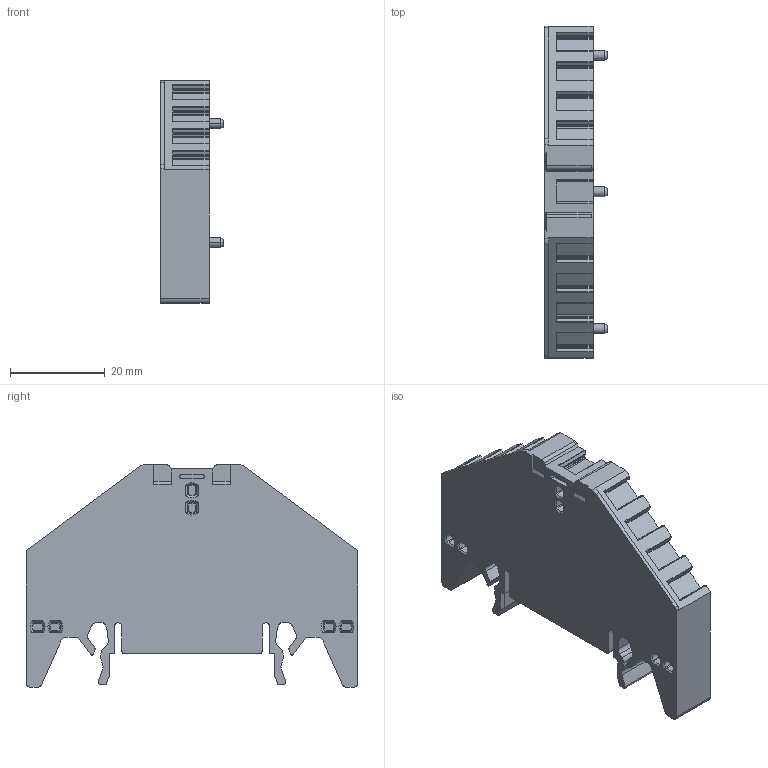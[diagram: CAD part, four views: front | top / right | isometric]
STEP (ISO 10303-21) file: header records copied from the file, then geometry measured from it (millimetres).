
FILE_DESCRIPTION(('CATIA V5R22 STEP214','CAx-IF Rec.Pracs.--- Model Styling and Organization---1.4--- 2014-01-23'),'2;1');
FILE_NAME ('008292-2_0', '2021-06-22T06:12:01+00:00', ('Weidmueller Interface'), ('Weidmueller'), 'CATIA Version 5-6 Release 2016 SP3 HF44', 'CATIA V5 STEP AP214', 'none');
FILE_SCHEMA(('AUTOMOTIVE_DESIGN { 1 0 10303 214 1 1 1 1 }'));
Length unit declared in the file: millimetre
Products named in the file (1): 1173600000
Bounding box: 13.2 x 70 x 47 mm (x, y, z)
Volume: 22512.4 mm3; surface area: 8602.9 mm2
Topology: 1 solids, 1 shells, 577 faces, 1545 edges, 959 vertices
Faces by surface type: cylinder 228, plane 227, bspline 64, cone 44, torus 12, extrusion 2
Entity records: 32139 total; most frequent: CARTESIAN_POINT 18684, ORIENTED_EDGE 3042, DIRECTION 2277, EDGE_CURVE 1521, VERTEX_POINT 959, AXIS2_PLACEMENT_3D 914, VECTOR 899, LINE 897
